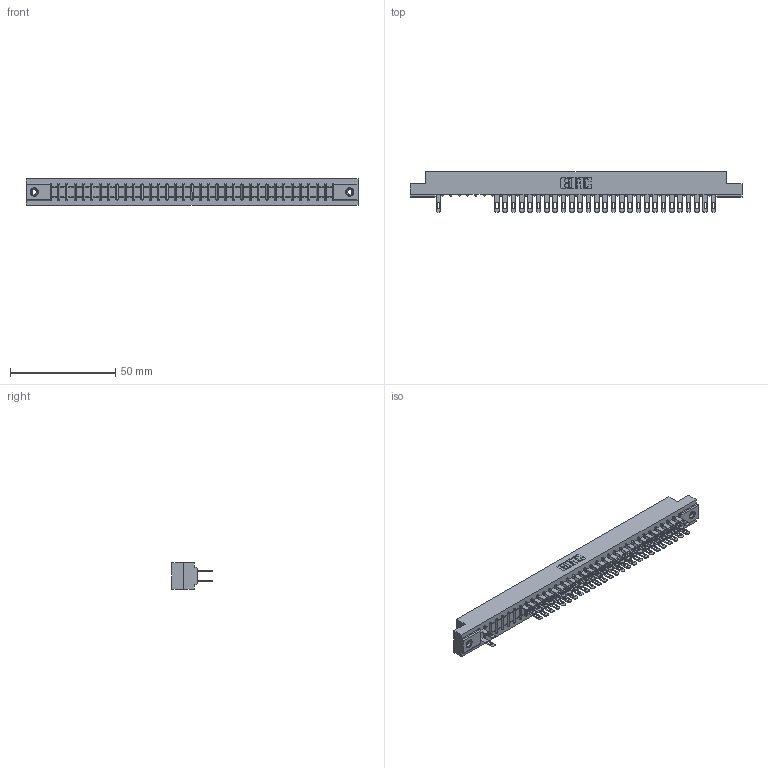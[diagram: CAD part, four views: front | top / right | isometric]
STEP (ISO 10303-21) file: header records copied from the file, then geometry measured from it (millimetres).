
FILE_DESCRIPTION (( 'STEP AP203' ), '1' );
FILE_NAME ('307-068-500-208.STEP', '2018-08-06T11:40:49', ( '' ), ( '' ), 'SwSTEP 2.0', 'SolidWorks 2016', '' );
FILE_SCHEMA (( 'CONFIG_CONTROL_DESIGN' ));
Length unit declared in the file: inch
Products named in the file (4): 307-290-001_500; 345-250-001_345-250-003-102; 307-068-500-208; 307 Part_.156 Dia Mounting Holes
Assembly tree (58 placements, depth 2):
  307-068-500-208
    307 Part_.156 Dia Mounting Holes
    307-290-001_500  x55
    345-250-001_345-250-003-102  x2
Bounding box: 157.73 x 19.18 x 12.7 mm (x, y, z)
Volume: 16699.2 mm3; surface area: 20061.6 mm2
Topology: 58 solids, 58 shells, 2873 faces, 8025 edges, 5174 vertices
Faces by surface type: plane 1830, cylinder 957, sphere 70, cone 12, torus 4
Entity records: 31965 total; most frequent: CARTESIAN_POINT 5268, ORIENTED_EDGE 5226, DIRECTION 5161, EDGE_CURVE 2613, LINE 1999, VECTOR 1999, VERTEX_POINT 1688, AXIS2_PLACEMENT_3D 1581
